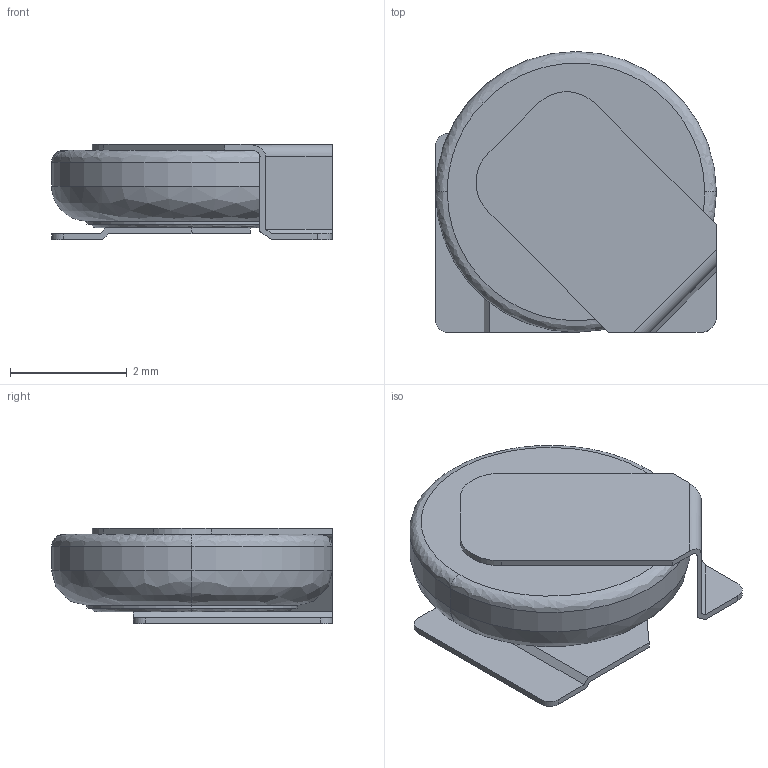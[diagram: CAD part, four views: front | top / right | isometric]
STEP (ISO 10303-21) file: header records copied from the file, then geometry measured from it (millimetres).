
FILE_DESCRIPTION (( 'STEP AP214' ), '1' );
FILE_NAME ('User Library-XH414H-IV01E.STEP', '2024-08-11T19:49:34', ( '' ), ( '' ), 'SwSTEP 2.0', 'SolidWorks 2022', '' );
FILE_SCHEMA (( 'AUTOMOTIVE_DESIGN' ));
Length unit declared in the file: metre
Products named in the file (8): isolator; cleme; Anode; User Library-XH414H-IV01E; Negative; Positive; Kathode; Pads
Assembly tree (7 placements, depth 3):
  User Library-XH414H-IV01E
    Kathode
      isolator
      cleme
    Anode
    Pads
      Negative
      Positive
Bounding box: 4.8 x 4.8 x 1.62 mm (x, y, z)
Volume: 24.1 mm3; surface area: 140 mm2
Topology: 5 solids, 5 shells, 48 faces, 110 edges, 72 vertices
Faces by surface type: plane 30, cylinder 12, bspline 6
Entity records: 2308 total; most frequent: CARTESIAN_POINT 430, DIRECTION 236, ORIENTED_EDGE 220, EDGE_CURVE 110, AXIS2_PLACEMENT_3D 82, VERTEX_POINT 72, LINE 72, VECTOR 72
